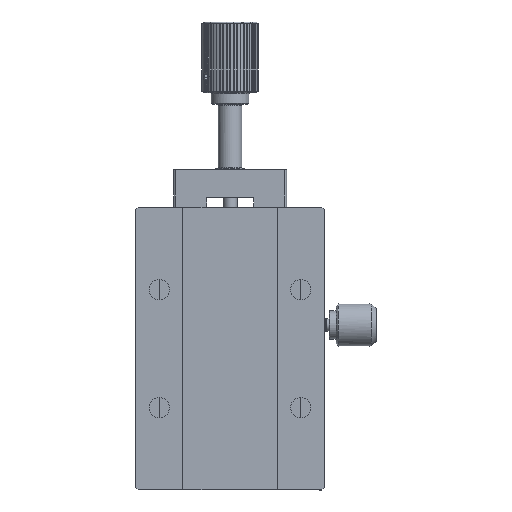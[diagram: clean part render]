
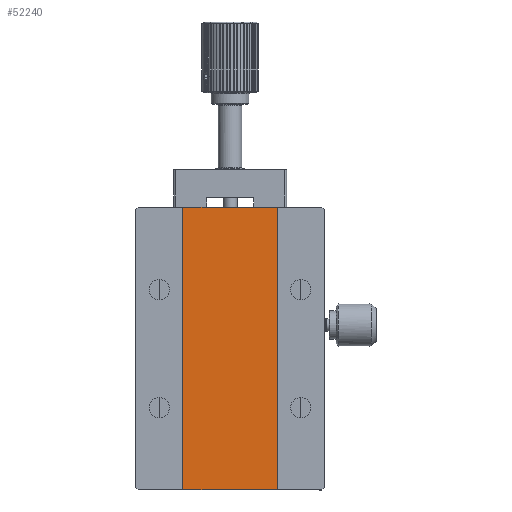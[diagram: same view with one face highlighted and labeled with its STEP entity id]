
A CAD part, front view. The second image highlights one B-rep face of the part: STEP entity #52240.
In plain terms, the highlighted planar face has unit normal (0, -1, 0).
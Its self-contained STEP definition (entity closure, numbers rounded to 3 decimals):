
#3500 = CARTESIAN_POINT ( 'NONE',  ( 42.081, 25.037, 61.383 ) ) ;
#4993 = DIRECTION ( 'NONE',  ( -1., 0., 0. ) ) ;
#8254 = LINE ( 'NONE', #3500, #17779 ) ;
#13013 = CARTESIAN_POINT ( 'NONE',  ( 12.081, 25.037, 61.383 ) ) ;
#13796 = VERTEX_POINT ( 'NONE', #39961 ) ;
#14715 = DIRECTION ( 'NONE',  ( 1., 0., 0. ) ) ;
#17779 = VECTOR ( 'NONE', #60738, 1000. ) ;
#19515 = VECTOR ( 'NONE', #54273, 1000. ) ;
#20180 = CARTESIAN_POINT ( 'NONE',  ( 42.081, 25.037, 61.383 ) ) ;
#20694 = EDGE_CURVE ( 'NONE', #48051, #13796, #8254, .T. ) ;
#21560 = DIRECTION ( 'NONE',  ( 0., 0., 1. ) ) ;
#21868 = PLANE ( 'NONE',  #40028 ) ;
#24517 = CARTESIAN_POINT ( 'NONE',  ( 12.081, 25.037, 61.383 ) ) ;
#24859 = LINE ( 'NONE', #34973, #19515 ) ;
#25161 = EDGE_CURVE ( 'NONE', #59646, #48051, #53001, .T. ) ;
#28971 = VECTOR ( 'NONE', #14715, 1000. ) ;
#30706 = CARTESIAN_POINT ( 'NONE',  ( 22.081, 25.037, 1.383 ) ) ;
#34973 = CARTESIAN_POINT ( 'NONE',  ( 22.081, 25.037, 61.383 ) ) ;
#37365 = EDGE_LOOP ( 'NONE', ( #49377, #44605, #40667, #56288 ) ) ;
#37386 = EDGE_CURVE ( 'NONE', #50420, #59646, #24859, .T. ) ;
#39961 = CARTESIAN_POINT ( 'NONE',  ( 42.081, 25.037, 1.383 ) ) ;
#40028 = AXIS2_PLACEMENT_3D ( 'NONE', #13013, #50362, #21560 ) ;
#40667 = ORIENTED_EDGE ( 'NONE', *, *, #20694, .F. ) ;
#44605 = ORIENTED_EDGE ( 'NONE', *, *, #58417, .F. ) ;
#46230 = FACE_OUTER_BOUND ( 'NONE', #37365, .T. ) ;
#47981 = CARTESIAN_POINT ( 'NONE',  ( 12.081, 25.037, 1.383 ) ) ;
#48051 = VERTEX_POINT ( 'NONE', #20180 ) ;
#49377 = ORIENTED_EDGE ( 'NONE', *, *, #37386, .F. ) ;
#50362 = DIRECTION ( 'NONE',  ( 0., 1., 0. ) ) ;
#50420 = VERTEX_POINT ( 'NONE', #30706 ) ;
#52240 = ADVANCED_FACE ( 'NONE', ( #46230 ), #21868, .F. ) ;
#53001 = LINE ( 'NONE', #24517, #28971 ) ;
#53353 = LINE ( 'NONE', #47981, #53491 ) ;
#53491 = VECTOR ( 'NONE', #4993, 1000. ) ;
#53815 = CARTESIAN_POINT ( 'NONE',  ( 22.081, 25.037, 61.383 ) ) ;
#54273 = DIRECTION ( 'NONE',  ( 0., 0., 1. ) ) ;
#56288 = ORIENTED_EDGE ( 'NONE', *, *, #25161, .F. ) ;
#58417 = EDGE_CURVE ( 'NONE', #13796, #50420, #53353, .T. ) ;
#59646 = VERTEX_POINT ( 'NONE', #53815 ) ;
#60738 = DIRECTION ( 'NONE',  ( 0., 0., -1. ) ) ;
